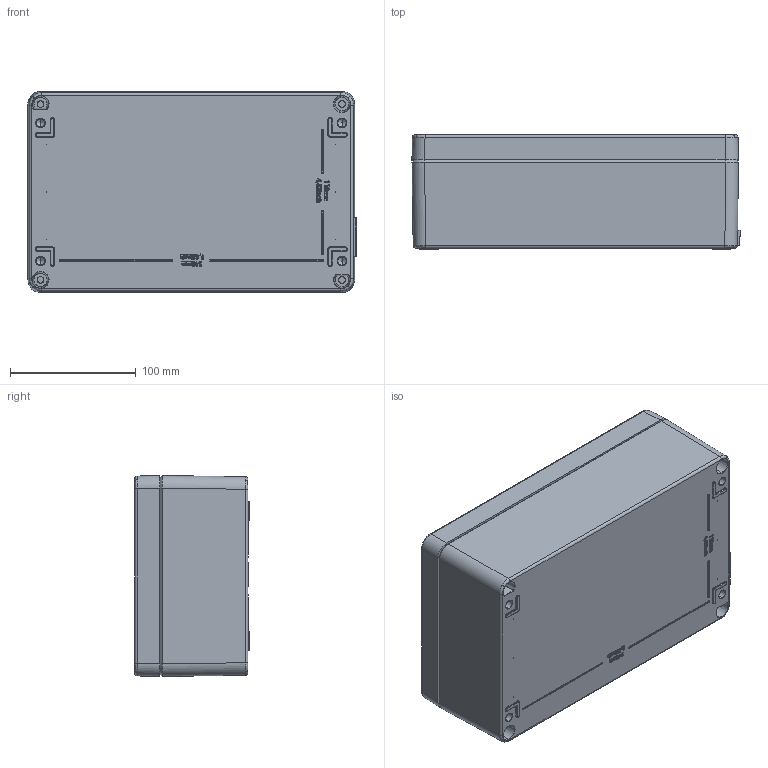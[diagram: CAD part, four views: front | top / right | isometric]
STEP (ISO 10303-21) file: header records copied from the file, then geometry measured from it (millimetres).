
FILE_DESCRIPTION (( 'STEP AP214' ), '1' );
FILE_NAME ('25162609.STEP', '2012-06-14T06:32:29', ( ' ' ), ( '' ), 'SwSTEP 2.0', 'SolidWorks 2011', '' );
FILE_SCHEMA (( 'AUTOMOTIVE_DESIGN' ));
Length unit declared in the file: millimetre
Products named in the file (10): 92441; 92081; 95947; 83171; 01162609_Ex Ausführung; 82014; 93134; 02057; 01057; 25162609
Assembly tree (12 placements, depth 3):
  25162609
    92441
    01162609_Ex Ausführung
      02057
      01057
      93134  x4
      82014
    83171
    92081
    95947
Bounding box: 261.19 x 91 x 160 mm (x, y, z)
Volume: 772336 mm3; surface area: 332733.6 mm2
Topology: 11 solids, 11 shells, 2820 faces, 6517 edges, 3430 vertices
Faces by surface type: bspline 952, cylinder 880, plane 546, sphere 191, cone 153, torus 98
Entity records: 113836 total; most frequent: CARTESIAN_POINT 61556, ORIENTED_EDGE 11780, DIRECTION 9368, EDGE_CURVE 5890, AXIS2_PLACEMENT_3D 3548, VERTEX_POINT 3280, EDGE_LOOP 2870, FACE_OUTER_BOUND 2727
